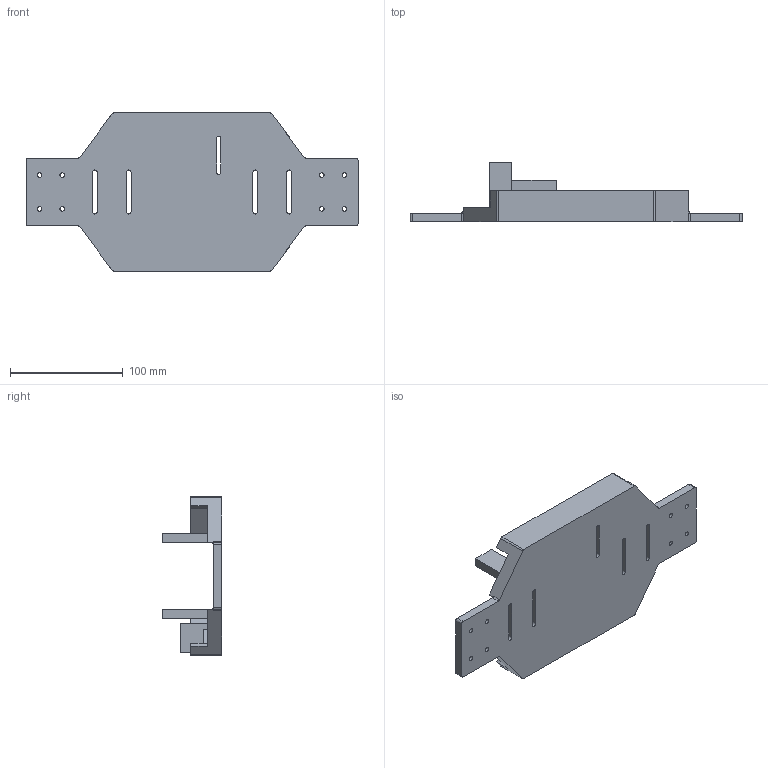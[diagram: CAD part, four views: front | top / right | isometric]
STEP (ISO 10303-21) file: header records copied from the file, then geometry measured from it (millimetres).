
FILE_DESCRIPTION (( 'STEP AP203' ), '1' );
FILE_NAME ('Frame.STEP', '2025-12-09T16:42:48', ( '' ), ( '' ), 'SwSTEP 2.0', 'SolidWorks 2025', '' );
FILE_SCHEMA (( 'CONFIG_CONTROL_DESIGN' ));
Length unit declared in the file: millimetre
Products named in the file (1): Frame
Bounding box: 294 x 52.5 x 140 mm (x, y, z)
Volume: 284744.6 mm3; surface area: 96839.7 mm2
Topology: 1 solids, 1 shells, 141 faces, 384 edges, 250 vertices
Faces by surface type: cylinder 72, plane 68, torus 1
Entity records: 4581 total; most frequent: CARTESIAN_POINT 830, ORIENTED_EDGE 768, DIRECTION 764, EDGE_CURVE 384, AXIS2_PLACEMENT_3D 256, LINE 252, VECTOR 252, VERTEX_POINT 250
